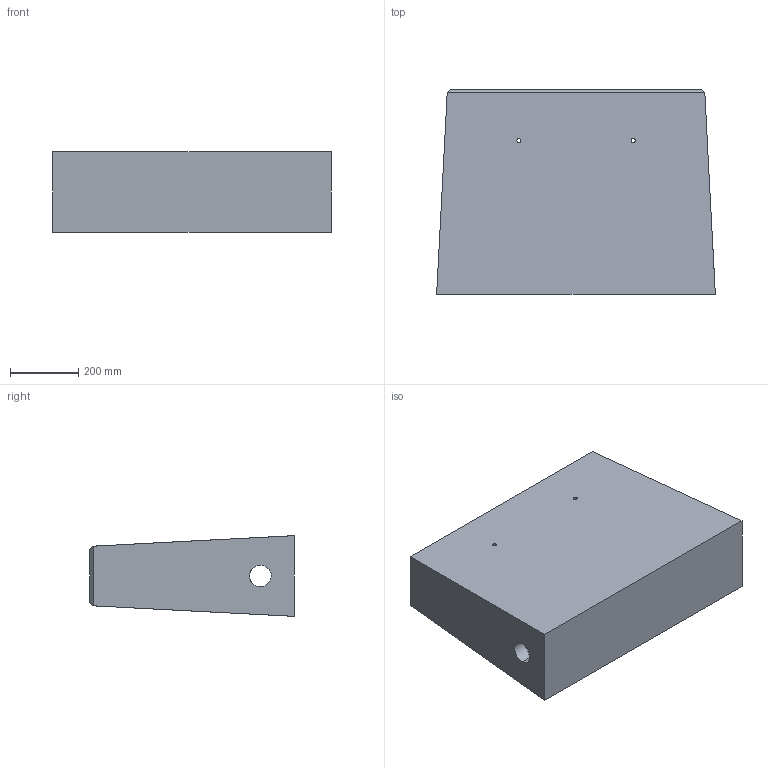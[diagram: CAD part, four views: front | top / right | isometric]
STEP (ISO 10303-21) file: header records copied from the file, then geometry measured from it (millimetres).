
FILE_DESCRIPTION((''),'2;1');
FILE_NAME('104500','2024-07-31T11:35:35',('aciocloda'),(''),'CREO PARAMETRIC BY PTC INC, 2021404','CREO PARAMETRIC BY PTC INC, 2021404','');
FILE_SCHEMA(('AUTOMOTIVE_DESIGN { 1 0 10303 214 1 1 1 1 }'));
Length unit declared in the file: millimetre
Products named in the file (1): 104500
Bounding box: 818 x 601.06 x 237 mm (x, y, z)
Volume: 91496633.1 mm3; surface area: 1880096.1 mm2
Topology: 1 solids, 1 shells, 40 faces, 98 edges, 64 vertices
Faces by surface type: plane 22, cylinder 18
Entity records: 2090 total; most frequent: CARTESIAN_POINT 552, COLOUR_RGB 237, ORIENTED_EDGE 196, DIRECTION 182, PRESENTATION_STYLE_ASSIGNMENT 99, STYLED_ITEM 99, CURVE_STYLE 98, EDGE_CURVE 98
